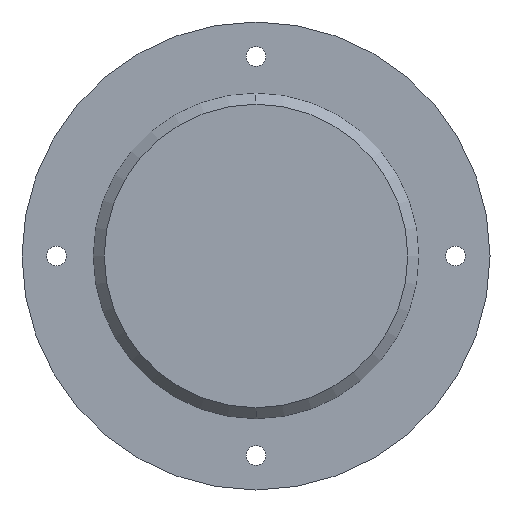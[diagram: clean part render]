
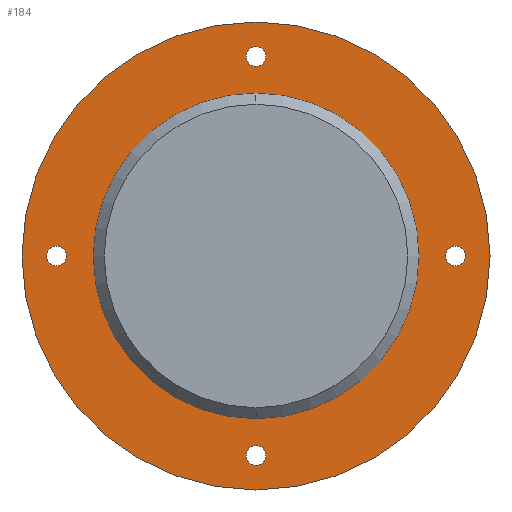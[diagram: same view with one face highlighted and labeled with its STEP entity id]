
A CAD part, left-side view. The second image highlights one B-rep face of the part: STEP entity #184.
In plain terms, the highlighted planar face has unit normal (-1, 0, 0).
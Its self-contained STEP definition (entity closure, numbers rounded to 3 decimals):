
#29 = CARTESIAN_POINT ( 'NONE',  ( 29.373, 45.35, -2.25 ) ) ;
#35 = AXIS2_PLACEMENT_3D ( 'NONE', #1219, #1235, #1139 ) ;
#37 = AXIS2_PLACEMENT_3D ( 'NONE', #1271, #1192, #1201 ) ;
#39 = AXIS2_PLACEMENT_3D ( 'NONE', #1233, #1262, #1191 ) ;
#42 = AXIS2_PLACEMENT_3D ( 'NONE', #1238, #1240, #1241 ) ;
#47 = AXIS2_PLACEMENT_3D ( 'NONE', #1144, #1145, #1146 ) ;
#49 = AXIS2_PLACEMENT_3D ( 'NONE', #1256, #1134, #1135 ) ;
#51 = AXIS2_PLACEMENT_3D ( 'NONE', #1379, #1378, #1377 ) ;
#53 = AXIS2_PLACEMENT_3D ( 'NONE', #1398, #1290, #1289 ) ;
#62 = AXIS2_PLACEMENT_3D ( 'NONE', #1276, #1266, #1178 ) ;
#87 = AXIS2_PLACEMENT_3D ( 'NONE', #704, #703, #701 ) ;
#96 = AXIS2_PLACEMENT_3D ( 'NONE', #753, #752, #749 ) ;
#106 = AXIS2_PLACEMENT_3D ( 'NONE', #690, #689, #688 ) ;
#132 = AXIS2_PLACEMENT_3D ( 'NONE', #774, #779, #777 ) ;
#184 = ADVANCED_FACE ( 'NONE', ( #887, #884, #891, #889, #886, #883 ), #1268, .F. ) ;
#225 = EDGE_CURVE ( 'NONE', #881, #1109, #582, .T. ) ;
#230 = EDGE_CURVE ( 'NONE', #919, #921, #576, .T. ) ;
#234 = EDGE_CURVE ( 'NONE', #1117, #1103, #570, .T. ) ;
#237 = EDGE_CURVE ( 'NONE', #1098, #1102, #567, .T. ) ;
#284 = ORIENTED_EDGE ( 'NONE', *, *, #225, .F. ) ;
#290 = ORIENTED_EDGE ( 'NONE', *, *, #877, .F. ) ;
#291 = ORIENTED_EDGE ( 'NONE', *, *, #821, .F. ) ;
#292 = ORIENTED_EDGE ( 'NONE', *, *, #813, .F. ) ;
#293 = ORIENTED_EDGE ( 'NONE', *, *, #234, .F. ) ;
#294 = ORIENTED_EDGE ( 'NONE', *, *, #874, .F. ) ;
#295 = ORIENTED_EDGE ( 'NONE', *, *, #230, .F. ) ;
#296 = ORIENTED_EDGE ( 'NONE', *, *, #816, .F. ) ;
#297 = ORIENTED_EDGE ( 'NONE', *, *, #819, .F. ) ;
#415 = ORIENTED_EDGE ( 'NONE', *, *, #237, .T. ) ;
#422 = ORIENTED_EDGE ( 'NONE', *, *, #864, .T. ) ;
#434 = ORIENTED_EDGE ( 'NONE', *, *, #831, .F. ) ;
#491 = CIRCLE ( 'NONE', #87, 2.25 ) ;
#494 = CIRCLE ( 'NONE', #106, 2.25 ) ;
#502 = CIRCLE ( 'NONE', #96, 53.2 ) ;
#537 = CIRCLE ( 'NONE', #132, 35. ) ;
#550 = CIRCLE ( 'NONE', #37, 2.25 ) ;
#554 = CIRCLE ( 'NONE', #39, 2.25 ) ;
#557 = CIRCLE ( 'NONE', #35, 2.25 ) ;
#558 = CIRCLE ( 'NONE', #42, 2.25 ) ;
#567 = CIRCLE ( 'NONE', #47, 53.2 ) ;
#570 = CIRCLE ( 'NONE', #49, 2.25 ) ;
#576 = CIRCLE ( 'NONE', #51, 2.25 ) ;
#582 = CIRCLE ( 'NONE', #53, 35. ) ;
#604 = CARTESIAN_POINT ( 'NONE',  ( 29.373, -45.35, -2.25 ) ) ;
#612 = CARTESIAN_POINT ( 'NONE',  ( 29.373, 0., -35. ) ) ;
#621 = CARTESIAN_POINT ( 'NONE',  ( 29.373, -45.35, 2.25 ) ) ;
#622 = CARTESIAN_POINT ( 'NONE',  ( 29.373, 0., -53.2 ) ) ;
#625 = CARTESIAN_POINT ( 'NONE',  ( 29.373, 0., -43.1 ) ) ;
#626 = CARTESIAN_POINT ( 'NONE',  ( 29.373, 0., -47.6 ) ) ;
#630 = CARTESIAN_POINT ( 'NONE',  ( 29.373, 0., 53.2 ) ) ;
#677 = CARTESIAN_POINT ( 'NONE',  ( 29.373, 45.35, 2.25 ) ) ;
#679 = CARTESIAN_POINT ( 'NONE',  ( 29.373, 0., 43.1 ) ) ;
#685 = CARTESIAN_POINT ( 'NONE',  ( 29.373, 0., 47.6 ) ) ;
#688 = DIRECTION ( 'NONE',  ( 0., 0., 1. ) ) ;
#689 = DIRECTION ( 'NONE',  ( -1., 0., 0. ) ) ;
#690 = CARTESIAN_POINT ( 'NONE',  ( 29.373, 0., -45.35 ) ) ;
#691 = CARTESIAN_POINT ( 'NONE',  ( 29.373, 0., 35. ) ) ;
#701 = DIRECTION ( 'NONE',  ( 0., 0., 1. ) ) ;
#703 = DIRECTION ( 'NONE',  ( -1., 0., 0. ) ) ;
#704 = CARTESIAN_POINT ( 'NONE',  ( 29.373, 0., 45.35 ) ) ;
#749 = DIRECTION ( 'NONE',  ( 0., 0., 1. ) ) ;
#752 = DIRECTION ( 'NONE',  ( -1., 0., 0. ) ) ;
#753 = CARTESIAN_POINT ( 'NONE',  ( 29.373, 0., 0. ) ) ;
#774 = CARTESIAN_POINT ( 'NONE',  ( 29.373, 0., 0. ) ) ;
#777 = DIRECTION ( 'NONE',  ( 0., 0., 1. ) ) ;
#779 = DIRECTION ( 'NONE',  ( -1., 0., 0. ) ) ;
#813 = EDGE_CURVE ( 'NONE', #1103, #1117, #558, .T. ) ;
#816 = EDGE_CURVE ( 'NONE', #926, #1128, #554, .T. ) ;
#819 = EDGE_CURVE ( 'NONE', #1128, #926, #550, .T. ) ;
#821 = EDGE_CURVE ( 'NONE', #1097, #1099, #557, .T. ) ;
#831 = EDGE_CURVE ( 'NONE', #1109, #881, #537, .T. ) ;
#864 = EDGE_CURVE ( 'NONE', #1102, #1098, #502, .T. ) ;
#874 = EDGE_CURVE ( 'NONE', #921, #919, #491, .T. ) ;
#877 = EDGE_CURVE ( 'NONE', #1099, #1097, #494, .T. ) ;
#881 = VERTEX_POINT ( 'NONE', #691 ) ;
#883 = FACE_OUTER_BOUND ( 'NONE', #1047, .T. ) ;
#884 = FACE_BOUND ( 'NONE', #1049, .T. ) ;
#886 = FACE_BOUND ( 'NONE', #1081, .T. ) ;
#887 = FACE_BOUND ( 'NONE', #1006, .T. ) ;
#889 = FACE_BOUND ( 'NONE', #1110, .T. ) ;
#891 = FACE_BOUND ( 'NONE', #1060, .T. ) ;
#919 = VERTEX_POINT ( 'NONE', #679 ) ;
#921 = VERTEX_POINT ( 'NONE', #685 ) ;
#926 = VERTEX_POINT ( 'NONE', #677 ) ;
#1006 = EDGE_LOOP ( 'NONE', ( #290, #291 ) ) ;
#1047 = EDGE_LOOP ( 'NONE', ( #415, #422 ) ) ;
#1049 = EDGE_LOOP ( 'NONE', ( #292, #293 ) ) ;
#1060 = EDGE_LOOP ( 'NONE', ( #294, #295 ) ) ;
#1081 = EDGE_LOOP ( 'NONE', ( #284, #434 ) ) ;
#1097 = VERTEX_POINT ( 'NONE', #626 ) ;
#1098 = VERTEX_POINT ( 'NONE', #630 ) ;
#1099 = VERTEX_POINT ( 'NONE', #625 ) ;
#1102 = VERTEX_POINT ( 'NONE', #622 ) ;
#1103 = VERTEX_POINT ( 'NONE', #621 ) ;
#1109 = VERTEX_POINT ( 'NONE', #612 ) ;
#1110 = EDGE_LOOP ( 'NONE', ( #296, #297 ) ) ;
#1117 = VERTEX_POINT ( 'NONE', #604 ) ;
#1128 = VERTEX_POINT ( 'NONE', #29 ) ;
#1134 = DIRECTION ( 'NONE',  ( -1., 0., 0. ) ) ;
#1135 = DIRECTION ( 'NONE',  ( 0., 0., 1. ) ) ;
#1139 = DIRECTION ( 'NONE',  ( 0., 0., 1. ) ) ;
#1144 = CARTESIAN_POINT ( 'NONE',  ( 29.373, 0., 0. ) ) ;
#1145 = DIRECTION ( 'NONE',  ( -1., 0., 0. ) ) ;
#1146 = DIRECTION ( 'NONE',  ( 0., 0., 1. ) ) ;
#1178 = DIRECTION ( 'NONE',  ( 0., 0., -1. ) ) ;
#1191 = DIRECTION ( 'NONE',  ( 0., 0., 1. ) ) ;
#1192 = DIRECTION ( 'NONE',  ( -1., 0., 0. ) ) ;
#1201 = DIRECTION ( 'NONE',  ( 0., 0., 1. ) ) ;
#1219 = CARTESIAN_POINT ( 'NONE',  ( 29.373, 0., -45.35 ) ) ;
#1233 = CARTESIAN_POINT ( 'NONE',  ( 29.373, 45.35, 0. ) ) ;
#1235 = DIRECTION ( 'NONE',  ( -1., 0., 0. ) ) ;
#1238 = CARTESIAN_POINT ( 'NONE',  ( 29.373, -45.35, 0. ) ) ;
#1240 = DIRECTION ( 'NONE',  ( -1., 0., 0. ) ) ;
#1241 = DIRECTION ( 'NONE',  ( 0., 0., 1. ) ) ;
#1256 = CARTESIAN_POINT ( 'NONE',  ( 29.373, -45.35, 0. ) ) ;
#1262 = DIRECTION ( 'NONE',  ( -1., 0., 0. ) ) ;
#1266 = DIRECTION ( 'NONE',  ( 1., 0., 0. ) ) ;
#1268 = PLANE ( 'NONE',  #62 ) ;
#1271 = CARTESIAN_POINT ( 'NONE',  ( 29.373, 45.35, 0. ) ) ;
#1276 = CARTESIAN_POINT ( 'NONE',  ( 29.373, 53.2, 0. ) ) ;
#1289 = DIRECTION ( 'NONE',  ( 0., 0., 1. ) ) ;
#1290 = DIRECTION ( 'NONE',  ( -1., 0., 0. ) ) ;
#1377 = DIRECTION ( 'NONE',  ( 0., 0., 1. ) ) ;
#1378 = DIRECTION ( 'NONE',  ( -1., 0., 0. ) ) ;
#1379 = CARTESIAN_POINT ( 'NONE',  ( 29.373, 0., 45.35 ) ) ;
#1398 = CARTESIAN_POINT ( 'NONE',  ( 29.373, 0., 0. ) ) ;
